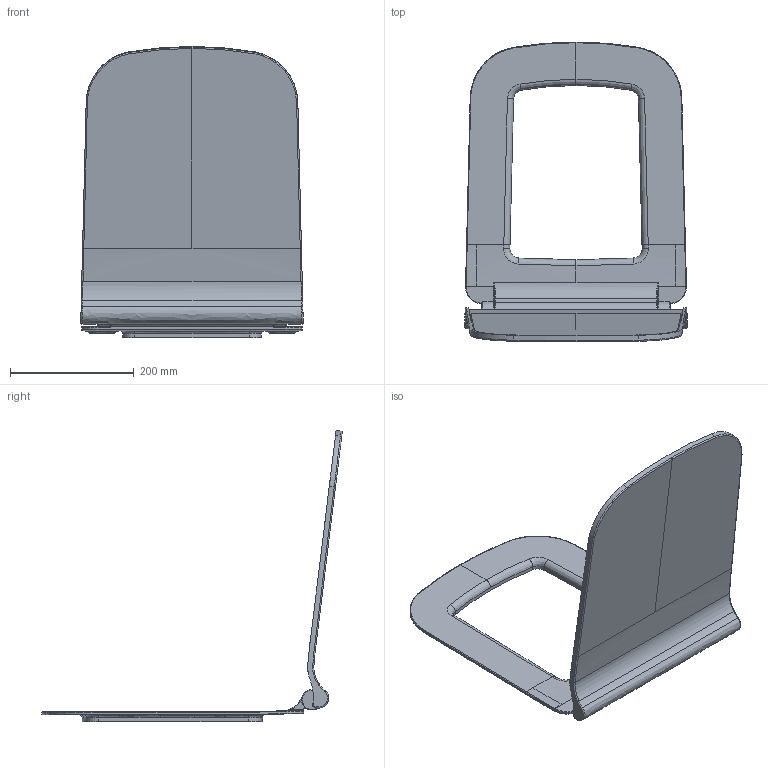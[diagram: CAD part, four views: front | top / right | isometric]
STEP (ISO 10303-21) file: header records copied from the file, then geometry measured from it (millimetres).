
FILE_DESCRIPTION(/* description */ (''),/* implementation_level */ '2;1');
FILE_NAME(/* name */ 'A0332-001_Skala Slim Klozet açık yeni.stp',/* time_stamp */ '2021-12-27T14:20:31+03:00',/* author */ (''),/* organization */ (''),/* preprocessor_version */ 'ST-DEVELOPER v16',/* originating_system */ 'SIEMENS PLM Software NX 11.0',/* authorisation */ '');
FILE_SCHEMA (('AUTOMOTIVE_DESIGN { 1 0 10303 214 3 1 1 1 }'));
Length unit declared in the file: millimetre
Products named in the file (1): Dell644C4053rcy2
Bounding box: 359.69 x 485.44 x 470.52 mm (x, y, z)
Volume: 1934247.6 mm3; surface area: 558382.1 mm2
Topology: 2 solids, 2 shells, 318 faces, 789 edges, 475 vertices
Faces by surface type: bspline 183, cylinder 65, plane 37, torus 28, sphere 4, extrusion 1
Entity records: 14110 total; most frequent: CARTESIAN_POINT 7891, ORIENTED_EDGE 1566, DIRECTION 900, EDGE_CURVE 783, VERTEX_POINT 475, B_SPLINE_CURVE_WITH_KNOTS 385, AXIS2_PLACEMENT_3D 375, EDGE_LOOP 326
